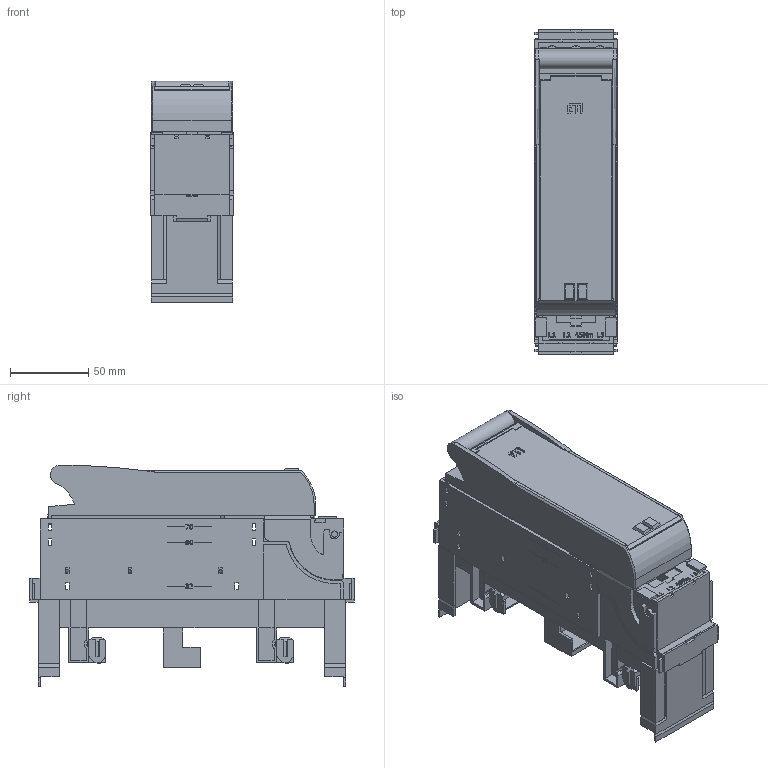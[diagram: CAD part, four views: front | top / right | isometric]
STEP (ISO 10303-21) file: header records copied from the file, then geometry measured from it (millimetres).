
FILE_DESCRIPTION((''),'2;1');
FILE_NAME('KETO-000-3_AO_U__ASM','2022-05-24T08:45:08',('klemen.sitar'),('Audax d.o.o.'),'CREO PARAMETRIC BY PTC INC, 2021304','CREO PARAMETRIC BY PTC INC, 2021304','');
FILE_SCHEMA(('AP242_MANAGED_MODEL_BASED_3D_ENGINEERING_MIM_LF { 1 0 10303 442 1 1 4 }'));
Products named in the file (11): 34386_L_GEH_X2_00E4_X0_USE; 34387_L_SCHUTZABDECKUNG; 34389_L_KLEMMENABDECKUNG; 34180_L_AUSGLEICHSST_X2_00FC_X0; 34398_L__X2_00DC_X0_BERGREIFSCH; 34394_L_SCHEIBE; HAUPTKOERPER_NICHT_BENUTZEN_1; HAUPTKOERPER_NICHT_BENUTZEN_2; HAUPTKOERPER_NICHT_BENUTZEN_3; ETI_LOGO; KETO-000-3_AO_U__ASM
Assembly tree (12 placements, depth 2):
  KETO-000-3_AO_U__ASM
    34386_L_GEH_X2_00E4_X0_USE
    34387_L_SCHUTZABDECKUNG
    34389_L_KLEMMENABDECKUNG
    34180_L_AUSGLEICHSST_X2_00FC_X0  x2
    34398_L__X2_00DC_X0_BERGREIFSCH  x2
    34394_L_SCHEIBE
    HAUPTKOERPER_NICHT_BENUTZEN_1
    HAUPTKOERPER_NICHT_BENUTZEN_2
    HAUPTKOERPER_NICHT_BENUTZEN_3
    ETI_LOGO
Bounding box: 53.3 x 207.2 x 141.5 mm (x, y, z)
Volume: 290456.4 mm3; surface area: 254018 mm2
Topology: 14 solids, 14 shells, 1917 faces, 5561 edges, 3712 vertices
Faces by surface type: plane 1458, cylinder 389, cone 68, sphere 2
Entity records: 89703 total; most frequent: CARTESIAN_POINT 10831, ORIENTED_EDGE 10528, DIRECTION 9828, PRESENTATION_STYLE_ASSIGNMENT 7098, STYLED_ITEM 7098, CURVE_STYLE 5276, EDGE_CURVE 5264, VECTOR 4320
